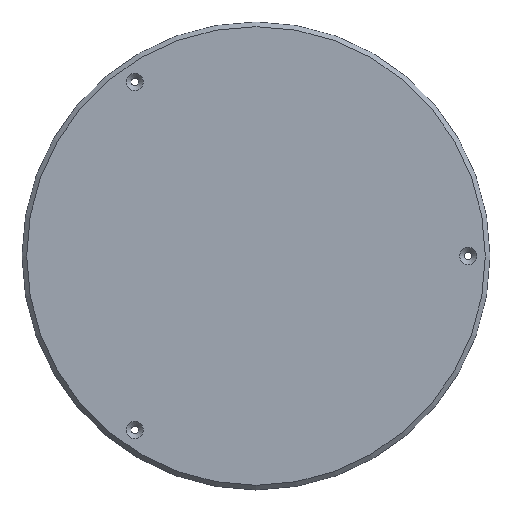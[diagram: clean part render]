
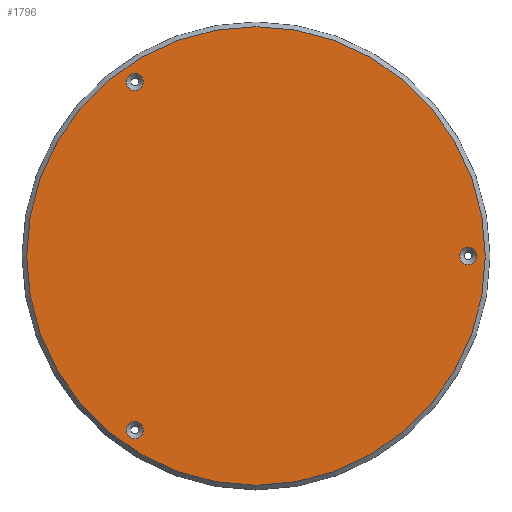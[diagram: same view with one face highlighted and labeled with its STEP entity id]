
A CAD part, top view. The second image highlights one B-rep face of the part: STEP entity #1796.
In plain terms, the highlighted planar face has unit normal (0, 0, 1).
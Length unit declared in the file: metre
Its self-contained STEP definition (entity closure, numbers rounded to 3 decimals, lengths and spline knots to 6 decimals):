
#54=PLANE('',#1945);
#465=ORIENTED_EDGE('',*,*,#1007,.T.);
#466=ORIENTED_EDGE('',*,*,#1008,.T.);
#467=ORIENTED_EDGE('',*,*,#1009,.T.);
#468=ORIENTED_EDGE('',*,*,#1010,.T.);
#1007=EDGE_CURVE('',#1275,#1275,#1417,.F.);
#1008=EDGE_CURVE('',#1276,#1276,#1418,.F.);
#1009=EDGE_CURVE('',#1277,#1277,#1419,.F.);
#1010=EDGE_CURVE('',#1278,#1278,#1420,.T.);
#1275=VERTEX_POINT('',#2858);
#1276=VERTEX_POINT('',#2860);
#1277=VERTEX_POINT('',#2862);
#1278=VERTEX_POINT('',#2864);
#1417=CIRCLE('',#1946,0.00275);
#1418=CIRCLE('',#1947,0.00275);
#1419=CIRCLE('',#1948,0.00275);
#1420=CIRCLE('',#1949,0.0735);
#1514=EDGE_LOOP('',(#465));
#1515=EDGE_LOOP('',(#466));
#1516=EDGE_LOOP('',(#467));
#1517=EDGE_LOOP('',(#468));
#1644=FACE_BOUND('',#1514,.T.);
#1645=FACE_BOUND('',#1515,.T.);
#1646=FACE_BOUND('',#1516,.T.);
#1647=FACE_BOUND('',#1517,.T.);
#1796=ADVANCED_FACE('',(#1644,#1645,#1646,#1647),#54,.T.);
#1945=AXIS2_PLACEMENT_3D('',#2856,#2255,#2256);
#1946=AXIS2_PLACEMENT_3D('',#2857,#2257,#2258);
#1947=AXIS2_PLACEMENT_3D('',#2859,#2259,#2260);
#1948=AXIS2_PLACEMENT_3D('',#2861,#2261,#2262);
#1949=AXIS2_PLACEMENT_3D('',#2863,#2263,#2264);
#2255=DIRECTION('',(0.,0.,1.));
#2256=DIRECTION('',(1.,0.,0.));
#2257=DIRECTION('',(0.,0.,1.));
#2258=DIRECTION('',(1.,0.,0.));
#2259=DIRECTION('',(0.,0.,1.));
#2260=DIRECTION('',(1.,0.,0.));
#2261=DIRECTION('',(0.,0.,1.));
#2262=DIRECTION('',(1.,0.,0.));
#2263=DIRECTION('',(0.,0.,1.));
#2264=DIRECTION('',(1.,0.,0.));
#2856=CARTESIAN_POINT('',(0.,0.,0.222));
#2857=CARTESIAN_POINT('',(-0.038898,0.055776,0.222));
#2858=CARTESIAN_POINT('',(-0.036148,0.055776,0.222));
#2859=CARTESIAN_POINT('',(-0.038898,-0.055776,0.222));
#2860=CARTESIAN_POINT('',(-0.036148,-0.055776,0.222));
#2861=CARTESIAN_POINT('',(0.068,0.,0.222));
#2862=CARTESIAN_POINT('',(0.07075,0.,0.222));
#2863=CARTESIAN_POINT('',(0.,0.,0.222));
#2864=CARTESIAN_POINT('',(0.0735,0.,0.222));
